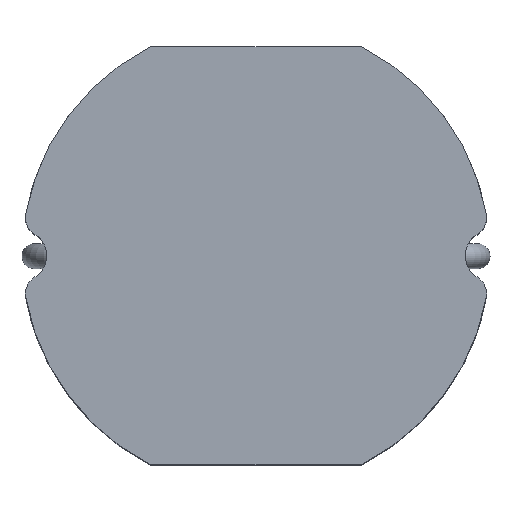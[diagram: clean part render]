
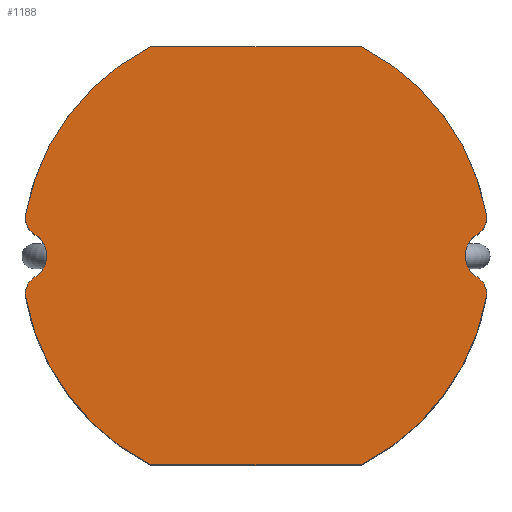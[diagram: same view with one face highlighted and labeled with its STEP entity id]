
A CAD part, top view. The second image highlights one B-rep face of the part: STEP entity #1188.
In plain terms, the highlighted planar face has unit normal (0, 0, 1).
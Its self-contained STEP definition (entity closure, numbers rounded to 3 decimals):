
#56=PLANE('',#1295);
#100=FACE_OUTER_BOUND('',#174,.T.);
#174=EDGE_LOOP('',(#855,#856,#857,#858,#859,#860,#861,#862,#863,#864,#865,
#866));
#245=LINE('',#1860,#337);
#253=LINE('',#1895,#345);
#337=VECTOR('',#1458,2.11);
#345=VECTOR('',#1498,2.11);
#423=CIRCLE('',#1263,2.35);
#425=CIRCLE('',#1266,0.2);
#427=CIRCLE('',#1269,0.25);
#429=CIRCLE('',#1272,0.2);
#431=CIRCLE('',#1275,2.35);
#433=CIRCLE('',#1279,2.35);
#435=CIRCLE('',#1282,0.2);
#437=CIRCLE('',#1285,0.25);
#439=CIRCLE('',#1288,0.2);
#441=CIRCLE('',#1291,2.35);
#505=VERTEX_POINT('',#1826);
#506=VERTEX_POINT('',#1827);
#509=VERTEX_POINT('',#1835);
#511=VERTEX_POINT('',#1841);
#513=VERTEX_POINT('',#1847);
#515=VERTEX_POINT('',#1853);
#517=VERTEX_POINT('',#1859);
#519=VERTEX_POINT('',#1865);
#521=VERTEX_POINT('',#1871);
#523=VERTEX_POINT('',#1877);
#525=VERTEX_POINT('',#1883);
#527=VERTEX_POINT('',#1889);
#621=EDGE_CURVE('',#505,#506,#423,.T.);
#625=EDGE_CURVE('',#509,#505,#425,.T.);
#628=EDGE_CURVE('',#511,#509,#427,.T.);
#631=EDGE_CURVE('',#513,#511,#429,.T.);
#634=EDGE_CURVE('',#515,#513,#431,.T.);
#637=EDGE_CURVE('',#517,#515,#245,.T.);
#640=EDGE_CURVE('',#519,#517,#433,.T.);
#643=EDGE_CURVE('',#521,#519,#435,.T.);
#646=EDGE_CURVE('',#523,#521,#437,.T.);
#649=EDGE_CURVE('',#525,#523,#439,.T.);
#652=EDGE_CURVE('',#527,#525,#441,.T.);
#655=EDGE_CURVE('',#506,#527,#253,.T.);
#855=ORIENTED_EDGE('',*,*,#655,.F.);
#856=ORIENTED_EDGE('',*,*,#621,.F.);
#857=ORIENTED_EDGE('',*,*,#625,.F.);
#858=ORIENTED_EDGE('',*,*,#628,.F.);
#859=ORIENTED_EDGE('',*,*,#631,.F.);
#860=ORIENTED_EDGE('',*,*,#634,.F.);
#861=ORIENTED_EDGE('',*,*,#637,.F.);
#862=ORIENTED_EDGE('',*,*,#640,.F.);
#863=ORIENTED_EDGE('',*,*,#643,.F.);
#864=ORIENTED_EDGE('',*,*,#646,.F.);
#865=ORIENTED_EDGE('',*,*,#649,.F.);
#866=ORIENTED_EDGE('',*,*,#652,.F.);
#1188=ADVANCED_FACE('',(#100),#56,.T.);
#1263=AXIS2_PLACEMENT_3D('',#1828,#1422,#1423);
#1266=AXIS2_PLACEMENT_3D('',#1836,#1430,#1431);
#1269=AXIS2_PLACEMENT_3D('',#1842,#1437,#1438);
#1272=AXIS2_PLACEMENT_3D('',#1848,#1444,#1445);
#1275=AXIS2_PLACEMENT_3D('',#1854,#1451,#1452);
#1279=AXIS2_PLACEMENT_3D('',#1866,#1463,#1464);
#1282=AXIS2_PLACEMENT_3D('',#1872,#1470,#1471);
#1285=AXIS2_PLACEMENT_3D('',#1878,#1477,#1478);
#1288=AXIS2_PLACEMENT_3D('',#1884,#1484,#1485);
#1291=AXIS2_PLACEMENT_3D('',#1890,#1491,#1492);
#1295=AXIS2_PLACEMENT_3D('',#1898,#1502,#1503);
#1422=DIRECTION('center_axis',(0.,0.,-1.));
#1423=DIRECTION('ref_axis',(-0.984,0.179,0.));
#1430=DIRECTION('center_axis',(0.,0.,-1.));
#1431=DIRECTION('ref_axis',(-0.521,-0.853,0.));
#1437=DIRECTION('center_axis',(0.,0.,1.));
#1438=DIRECTION('ref_axis',(0.521,-0.853,0.));
#1444=DIRECTION('center_axis',(0.,0.,-1.));
#1445=DIRECTION('ref_axis',(-0.984,-0.179,0.));
#1451=DIRECTION('center_axis',(0.,0.,-1.));
#1452=DIRECTION('ref_axis',(-0.449,-0.894,0.));
#1458=DIRECTION('',(-1.,0.,0.));
#1463=DIRECTION('center_axis',(0.,0.,-1.));
#1464=DIRECTION('ref_axis',(0.984,-0.179,0.));
#1470=DIRECTION('center_axis',(0.,0.,-1.));
#1471=DIRECTION('ref_axis',(0.521,0.853,0.));
#1477=DIRECTION('center_axis',(0.,0.,1.));
#1478=DIRECTION('ref_axis',(-0.521,0.853,0.));
#1484=DIRECTION('center_axis',(0.,0.,-1.));
#1485=DIRECTION('ref_axis',(0.984,0.179,0.));
#1491=DIRECTION('center_axis',(0.,0.,-1.));
#1492=DIRECTION('ref_axis',(0.449,0.894,0.));
#1498=DIRECTION('',(1.,0.,0.));
#1502=DIRECTION('center_axis',(0.,0.,1.));
#1503=DIRECTION('ref_axis',(1.,0.,0.));
#1826=CARTESIAN_POINT('',(-2.312,0.42,3.45));
#1827=CARTESIAN_POINT('',(-1.055,2.1,3.45));
#1828=CARTESIAN_POINT('Origin',(0.,0.,
3.45));
#1835=CARTESIAN_POINT('',(-2.22,0.213,3.45));
#1836=CARTESIAN_POINT('Origin',(-2.115,0.384,3.45));
#1841=CARTESIAN_POINT('',(-2.22,-0.213,3.45));
#1842=CARTESIAN_POINT('Origin',(-2.35,0.,3.45));
#1847=CARTESIAN_POINT('',(-2.312,-0.42,3.45));
#1848=CARTESIAN_POINT('Origin',(-2.115,-0.384,3.45));
#1853=CARTESIAN_POINT('',(-1.055,-2.1,3.45));
#1854=CARTESIAN_POINT('Origin',(0.,0.,3.45));
#1859=CARTESIAN_POINT('',(1.055,-2.1,3.45));
#1860=CARTESIAN_POINT('',(1.055,-2.1,3.45));
#1865=CARTESIAN_POINT('',(2.312,-0.42,3.45));
#1866=CARTESIAN_POINT('Origin',(0.,0.,
3.45));
#1871=CARTESIAN_POINT('',(2.22,-0.213,3.45));
#1872=CARTESIAN_POINT('Origin',(2.115,-0.384,3.45));
#1877=CARTESIAN_POINT('',(2.22,0.213,3.45));
#1878=CARTESIAN_POINT('Origin',(2.35,0.,3.45));
#1883=CARTESIAN_POINT('',(2.312,0.42,3.45));
#1884=CARTESIAN_POINT('Origin',(2.115,0.384,3.45));
#1889=CARTESIAN_POINT('',(1.055,2.1,3.45));
#1890=CARTESIAN_POINT('Origin',(0.,0.,
3.45));
#1895=CARTESIAN_POINT('',(-1.055,2.1,3.45));
#1898=CARTESIAN_POINT('Origin',(0.,0.,
3.45));
